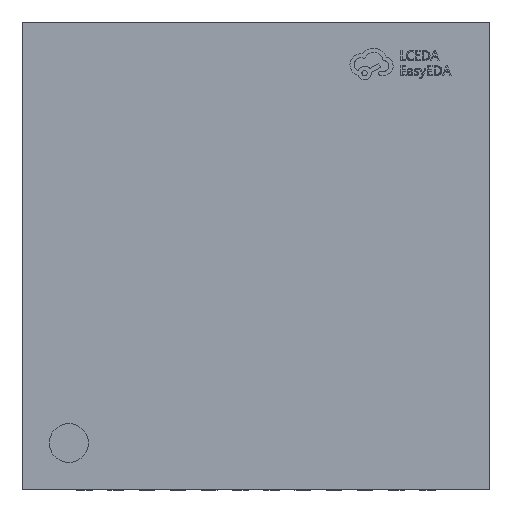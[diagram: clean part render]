
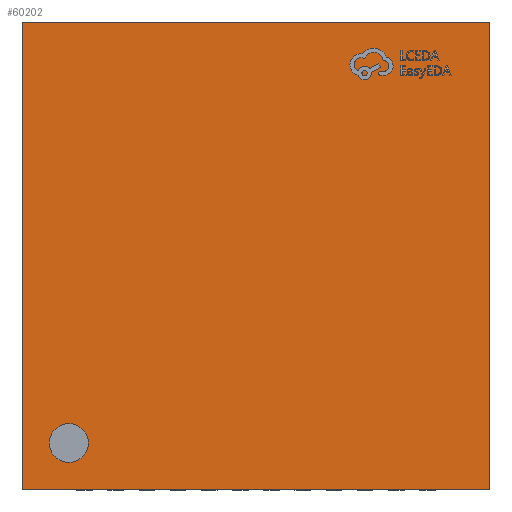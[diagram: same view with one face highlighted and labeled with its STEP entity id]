
A CAD part, top view. The second image highlights one B-rep face of the part: STEP entity #60202.
In plain terms, the highlighted planar face has unit normal (0, 0, 1).
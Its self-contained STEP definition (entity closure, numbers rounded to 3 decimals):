
#324 = DIRECTION ( 'NONE',  ( -1., 0., 0. ) ) ;
#3837 = AXIS2_PLACEMENT_3D ( 'NONE', #61345, #37132, #56860 ) ;
#5104 = CARTESIAN_POINT ( 'NONE',  ( -3., 3., 0.9 ) ) ;
#8191 = EDGE_CURVE ( 'NONE', #51642, #45269, #41570, .T. ) ;
#8848 = DIRECTION ( 'NONE',  ( 1., 0., 0. ) ) ;
#9826 = DIRECTION ( 'NONE',  ( 0., 0., 1. ) ) ;
#10364 = VECTOR ( 'NONE', #324, 1000. ) ;
#12158 = EDGE_CURVE ( 'NONE', #37912, #57695, #15299, .T. ) ;
#13108 = AXIS2_PLACEMENT_3D ( 'NONE', #52503, #22887, #8848 ) ;
#13621 = PLANE ( 'NONE',  #13108 ) ;
#13849 = CIRCLE ( 'NONE', #61681, 0.25 ) ;
#13955 = EDGE_CURVE ( 'NONE', #23861, #37912, #45034, .T. ) ;
#13980 = DIRECTION ( 'NONE',  ( 1., 0., 0. ) ) ;
#14577 = CARTESIAN_POINT ( 'NONE',  ( -2.4, -2.4, 0.9 ) ) ;
#14941 = ORIENTED_EDGE ( 'NONE', *, *, #52178, .T. ) ;
#15041 = ORIENTED_EDGE ( 'NONE', *, *, #22528, .T. ) ;
#15299 = LINE ( 'NONE', #5104, #10364 ) ;
#16008 = DIRECTION ( 'NONE',  ( 0., 1., 0. ) ) ;
#16983 = ORIENTED_EDGE ( 'NONE', *, *, #13955, .T. ) ;
#18370 = CARTESIAN_POINT ( 'NONE',  ( 3., -3., 0.9 ) ) ;
#22528 = EDGE_CURVE ( 'NONE', #31372, #23861, #42116, .T. ) ;
#22887 = DIRECTION ( 'NONE',  ( 0., 0., 1. ) ) ;
#23861 = VERTEX_POINT ( 'NONE', #18370 ) ;
#24072 = CARTESIAN_POINT ( 'NONE',  ( -2.15, -2.4, 0.9 ) ) ;
#25351 = VECTOR ( 'NONE', #27382, 1000. ) ;
#26197 = EDGE_LOOP ( 'NONE', ( #28117, #58673 ) ) ;
#27064 = LINE ( 'NONE', #51584, #25351 ) ;
#27382 = DIRECTION ( 'NONE',  ( 0., -1., 0. ) ) ;
#28117 = ORIENTED_EDGE ( 'NONE', *, *, #8191, .F. ) ;
#28380 = DIRECTION ( 'NONE',  ( 1., 0., 0. ) ) ;
#29823 = CARTESIAN_POINT ( 'NONE',  ( -3., -3., 0.9 ) ) ;
#31372 = VERTEX_POINT ( 'NONE', #29823 ) ;
#32777 = VECTOR ( 'NONE', #28380, 1000. ) ;
#33086 = CARTESIAN_POINT ( 'NONE',  ( 3., 3., 0.9 ) ) ;
#37132 = DIRECTION ( 'NONE',  ( 0., 0., 1. ) ) ;
#37912 = VERTEX_POINT ( 'NONE', #33086 ) ;
#38309 = EDGE_LOOP ( 'NONE', ( #16983, #47220, #14941, #15041 ) ) ;
#41570 = CIRCLE ( 'NONE', #3837, 0.25 ) ;
#42116 = LINE ( 'NONE', #42744, #32777 ) ;
#42744 = CARTESIAN_POINT ( 'NONE',  ( -3., -3., 0.9 ) ) ;
#45034 = LINE ( 'NONE', #59703, #53328 ) ;
#45269 = VERTEX_POINT ( 'NONE', #62913 ) ;
#47220 = ORIENTED_EDGE ( 'NONE', *, *, #12158, .T. ) ;
#47707 = FACE_OUTER_BOUND ( 'NONE', #38309, .T. ) ;
#49077 = EDGE_CURVE ( 'NONE', #45269, #51642, #13849, .T. ) ;
#51584 = CARTESIAN_POINT ( 'NONE',  ( -3., 3., 0.9 ) ) ;
#51642 = VERTEX_POINT ( 'NONE', #24072 ) ;
#52178 = EDGE_CURVE ( 'NONE', #57695, #31372, #27064, .T. ) ;
#52503 = CARTESIAN_POINT ( 'NONE',  ( 0., 0., 0.9 ) ) ;
#53328 = VECTOR ( 'NONE', #16008, 1000. ) ;
#56860 = DIRECTION ( 'NONE',  ( 1., 0., 0. ) ) ;
#57695 = VERTEX_POINT ( 'NONE', #62795 ) ;
#58673 = ORIENTED_EDGE ( 'NONE', *, *, #49077, .F. ) ;
#59703 = CARTESIAN_POINT ( 'NONE',  ( 3., 3., 0.9 ) ) ;
#60202 = ADVANCED_FACE ( 'NONE', ( #62401, #47707 ), #13621, .T. ) ;
#61345 = CARTESIAN_POINT ( 'NONE',  ( -2.4, -2.4, 0.9 ) ) ;
#61681 = AXIS2_PLACEMENT_3D ( 'NONE', #14577, #9826, #13980 ) ;
#62401 = FACE_BOUND ( 'NONE', #26197, .T. ) ;
#62795 = CARTESIAN_POINT ( 'NONE',  ( -3., 3., 0.9 ) ) ;
#62913 = CARTESIAN_POINT ( 'NONE',  ( -2.65, -2.4, 0.9 ) ) ;
